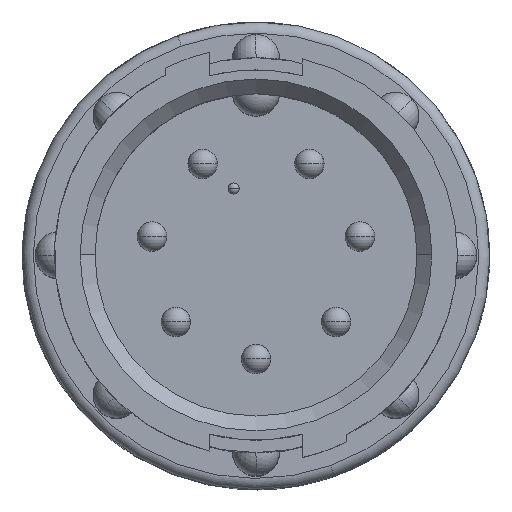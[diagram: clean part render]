
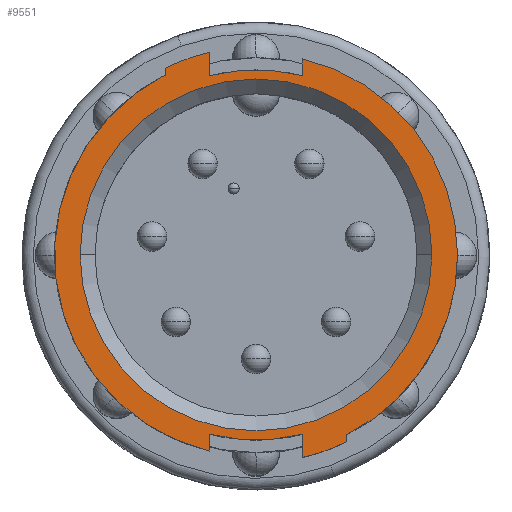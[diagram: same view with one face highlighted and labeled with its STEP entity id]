
A CAD part, top view. The second image highlights one B-rep face of the part: STEP entity #9551.
In plain terms, the highlighted planar face has unit normal (0, 0, 1).
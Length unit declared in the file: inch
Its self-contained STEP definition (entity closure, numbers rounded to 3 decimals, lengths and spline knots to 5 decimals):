
#14 = AXIS2_PLACEMENT_3D ( 'NONE', #3859, #3872, #3873 ) ;
#67 = EDGE_LOOP ( 'NONE', ( #9189, #9172 ) ) ;
#69 = EDGE_LOOP ( 'NONE', ( #9128, #9364, #9117, #9170, #9252, #9233, #9186, #8984, #9177, #9260, #9175, #9040, #9340 ) ) ;
#79 = CIRCLE ( 'NONE', #1019, 0.2715 ) ;
#91 = CIRCLE ( 'NONE', #4391, 0.237 ) ;
#156 = CIRCLE ( 'NONE', #4354, 0.2495 ) ;
#179 = CIRCLE ( 'NONE', #14, 0.28 ) ;
#182 = CIRCLE ( 'NONE', #4356, 0.28 ) ;
#188 = CIRCLE ( 'NONE', #4318, 0.2715 ) ;
#251 = EDGE_CURVE ( 'NONE', #1600, #1666, #156, .T. ) ;
#253 = EDGE_CURVE ( 'NONE', #9197, #1755, #188, .T. ) ;
#263 = EDGE_CURVE ( 'NONE', #1554, #1794, #182, .T. ) ;
#273 = EDGE_CURVE ( 'NONE', #1575, #9121, #3649, .T. ) ;
#275 = EDGE_CURVE ( 'NONE', #1744, #1668, #3655, .T. ) ;
#292 = EDGE_CURVE ( 'NONE', #1794, #9310, #3714, .T. ) ;
#318 = EDGE_CURVE ( 'NONE', #1668, #1630, #79, .T. ) ;
#336 = EDGE_CURVE ( 'NONE', #1575, #1744, #179, .T. ) ;
#366 = EDGE_CURVE ( 'NONE', #1666, #1630, #3983, .T. ) ;
#378 = EDGE_CURVE ( 'NONE', #1554, #1600, #4047, .T. ) ;
#434 = EDGE_CURVE ( 'NONE', #9093, #1755, #4779, .T. ) ;
#444 = EDGE_CURVE ( 'NONE', #9095, #9235, #91, .T. ) ;
#637 = EDGE_CURVE ( 'NONE', #9310, #9197, #7327, .T. ) ;
#826 = CIRCLE ( 'NONE', #8891, 0.237 ) ;
#865 = CIRCLE ( 'NONE', #8945, 0.2495 ) ;
#1019 = AXIS2_PLACEMENT_3D ( 'NONE', #3793, #3797, #3798 ) ;
#1149 = VECTOR ( 'NONE', #3985, 39.37008 ) ;
#1187 = VECTOR ( 'NONE', #4049, 39.37008 ) ;
#1554 = VERTEX_POINT ( 'NONE', #7212 ) ;
#1575 = VERTEX_POINT ( 'NONE', #7232 ) ;
#1600 = VERTEX_POINT ( 'NONE', #7254 ) ;
#1630 = VERTEX_POINT ( 'NONE', #7280 ) ;
#1666 = VERTEX_POINT ( 'NONE', #7313 ) ;
#1668 = VERTEX_POINT ( 'NONE', #7343 ) ;
#1744 = VERTEX_POINT ( 'NONE', #7410 ) ;
#1755 = VERTEX_POINT ( 'NONE', #7421 ) ;
#1794 = VERTEX_POINT ( 'NONE', #7456 ) ;
#3591 = CARTESIAN_POINT ( 'NONE',  ( 0., 0., 0. ) ) ;
#3592 = DIRECTION ( 'NONE',  ( 0., 0., -1. ) ) ;
#3593 = DIRECTION ( 'NONE',  ( 1., 0., 0. ) ) ;
#3597 = CARTESIAN_POINT ( 'NONE',  ( 0., 0., 0. ) ) ;
#3598 = DIRECTION ( 'NONE',  ( 0., 0., 1. ) ) ;
#3599 = DIRECTION ( 'NONE',  ( 1., 0., 0. ) ) ;
#3624 = CARTESIAN_POINT ( 'NONE',  ( 0., 0., 0. ) ) ;
#3625 = DIRECTION ( 'NONE',  ( 0., 0., 1. ) ) ;
#3626 = DIRECTION ( 'NONE',  ( 1., 0., 0. ) ) ;
#3649 = LINE ( 'NONE', #3650, #4325 ) ;
#3650 = CARTESIAN_POINT ( 'NONE',  ( -0.0625, 0.26421, 0. ) ) ;
#3651 = DIRECTION ( 'NONE',  ( 0., -1., 0. ) ) ;
#3655 = LINE ( 'NONE', #3656, #4329 ) ;
#3656 = CARTESIAN_POINT ( 'NONE',  ( -0.1225, 0.21736, 0. ) ) ;
#3657 = DIRECTION ( 'NONE',  ( 0., -1., 0. ) ) ;
#3714 = LINE ( 'NONE', #3715, #10889 ) ;
#3715 = CARTESIAN_POINT ( 'NONE',  ( 0.1225, -0.21736, 0. ) ) ;
#3716 = DIRECTION ( 'NONE',  ( 0., 1., 0. ) ) ;
#3793 = CARTESIAN_POINT ( 'NONE',  ( 0., 0., 0. ) ) ;
#3797 = DIRECTION ( 'NONE',  ( 0., 0., 1. ) ) ;
#3798 = DIRECTION ( 'NONE',  ( 1., 0., 0. ) ) ;
#3859 = CARTESIAN_POINT ( 'NONE',  ( 0., 0., 0. ) ) ;
#3872 = DIRECTION ( 'NONE',  ( 0., 0., 1. ) ) ;
#3873 = DIRECTION ( 'NONE',  ( 1., 0., 0. ) ) ;
#3983 = LINE ( 'NONE', #3984, #1149 ) ;
#3984 = CARTESIAN_POINT ( 'NONE',  ( -0.0625, -0.24155, 0. ) ) ;
#3985 = DIRECTION ( 'NONE',  ( 0., -1., 0. ) ) ;
#4047 = LINE ( 'NONE', #4048, #1187 ) ;
#4048 = CARTESIAN_POINT ( 'NONE',  ( 0.0625, -0.24155, 0. ) ) ;
#4049 = DIRECTION ( 'NONE',  ( 0., 1., 0. ) ) ;
#4318 = AXIS2_PLACEMENT_3D ( 'NONE', #3597, #3598, #3599 ) ;
#4325 = VECTOR ( 'NONE', #3651, 39.37008 ) ;
#4329 = VECTOR ( 'NONE', #3657, 39.37008 ) ;
#4354 = AXIS2_PLACEMENT_3D ( 'NONE', #3591, #3592, #3593 ) ;
#4356 = AXIS2_PLACEMENT_3D ( 'NONE', #3624, #3625, #3626 ) ;
#4383 = VECTOR ( 'NONE', #4781, 39.37008 ) ;
#4391 = AXIS2_PLACEMENT_3D ( 'NONE', #5070, #5071, #5072 ) ;
#4573 = AXIS2_PLACEMENT_3D ( 'NONE', #5894, #5895, #5896 ) ;
#4779 = LINE ( 'NONE', #4780, #4383 ) ;
#4780 = CARTESIAN_POINT ( 'NONE',  ( 0.0625, 0.26421, 0. ) ) ;
#4781 = DIRECTION ( 'NONE',  ( 0., 1., 0. ) ) ;
#5070 = CARTESIAN_POINT ( 'NONE',  ( 0., 0., 0. ) ) ;
#5071 = DIRECTION ( 'NONE',  ( 0., 0., 1. ) ) ;
#5072 = DIRECTION ( 'NONE',  ( 1., 0., 0. ) ) ;
#5894 = CARTESIAN_POINT ( 'NONE',  ( 0., 0., 0. ) ) ;
#5895 = DIRECTION ( 'NONE',  ( 0., 0., 1. ) ) ;
#5896 = DIRECTION ( 'NONE',  ( 1., 0., 0. ) ) ;
#7212 = CARTESIAN_POINT ( 'NONE',  ( 0.0625, -0.27294, 0. ) ) ;
#7232 = CARTESIAN_POINT ( 'NONE',  ( -0.0625, 0.27294, 0. ) ) ;
#7254 = CARTESIAN_POINT ( 'NONE',  ( 0.0625, -0.24155, 0. ) ) ;
#7280 = CARTESIAN_POINT ( 'NONE',  ( -0.0625, -0.26421, 0. ) ) ;
#7313 = CARTESIAN_POINT ( 'NONE',  ( -0.0625, -0.24155, 0. ) ) ;
#7327 = CIRCLE ( 'NONE', #4573, 0.2715 ) ;
#7343 = CARTESIAN_POINT ( 'NONE',  ( -0.1225, 0.24229, 0. ) ) ;
#7410 = CARTESIAN_POINT ( 'NONE',  ( -0.1225, 0.25178, 0. ) ) ;
#7421 = CARTESIAN_POINT ( 'NONE',  ( 0.0625, 0.26421, 0. ) ) ;
#7456 = CARTESIAN_POINT ( 'NONE',  ( 0.1225, -0.25178, 0. ) ) ;
#7533 = CARTESIAN_POINT ( 'NONE',  ( 0.0625, 0.24155, 0. ) ) ;
#7535 = CARTESIAN_POINT ( 'NONE',  ( 0.237, 0., 0. ) ) ;
#7540 = CARTESIAN_POINT ( 'NONE',  ( -0.0625, 0.24155, 0. ) ) ;
#7556 = CARTESIAN_POINT ( 'NONE',  ( 0.2715, 0., 0. ) ) ;
#7561 = CARTESIAN_POINT ( 'NONE',  ( -0.237, 0., 0. ) ) ;
#7574 = CARTESIAN_POINT ( 'NONE',  ( 0.1225, -0.24229, 0. ) ) ;
#8814 = FACE_BOUND ( 'NONE', #67, .T. ) ;
#8820 = FACE_OUTER_BOUND ( 'NONE', #69, .T. ) ;
#8822 = AXIS2_PLACEMENT_3D ( 'NONE', #13282, #13283, #13284 ) ;
#8891 = AXIS2_PLACEMENT_3D ( 'NONE', #14866, #14874, #14875 ) ;
#8945 = AXIS2_PLACEMENT_3D ( 'NONE', #15277, #15278, #15279 ) ;
#8984 = ORIENTED_EDGE ( 'NONE', *, *, #253, .T. ) ;
#9040 = ORIENTED_EDGE ( 'NONE', *, *, #336, .T. ) ;
#9093 = VERTEX_POINT ( 'NONE', #7533 ) ;
#9095 = VERTEX_POINT ( 'NONE', #7535 ) ;
#9117 = ORIENTED_EDGE ( 'NONE', *, *, #251, .F. ) ;
#9121 = VERTEX_POINT ( 'NONE', #7540 ) ;
#9128 = ORIENTED_EDGE ( 'NONE', *, *, #318, .T. ) ;
#9170 = ORIENTED_EDGE ( 'NONE', *, *, #378, .F. ) ;
#9172 = ORIENTED_EDGE ( 'NONE', *, *, #15887, .F. ) ;
#9175 = ORIENTED_EDGE ( 'NONE', *, *, #273, .F. ) ;
#9177 = ORIENTED_EDGE ( 'NONE', *, *, #434, .F. ) ;
#9186 = ORIENTED_EDGE ( 'NONE', *, *, #637, .T. ) ;
#9189 = ORIENTED_EDGE ( 'NONE', *, *, #444, .F. ) ;
#9197 = VERTEX_POINT ( 'NONE', #7556 ) ;
#9233 = ORIENTED_EDGE ( 'NONE', *, *, #292, .T. ) ;
#9235 = VERTEX_POINT ( 'NONE', #7561 ) ;
#9252 = ORIENTED_EDGE ( 'NONE', *, *, #263, .T. ) ;
#9260 = ORIENTED_EDGE ( 'NONE', *, *, #15958, .F. ) ;
#9310 = VERTEX_POINT ( 'NONE', #7574 ) ;
#9340 = ORIENTED_EDGE ( 'NONE', *, *, #275, .T. ) ;
#9364 = ORIENTED_EDGE ( 'NONE', *, *, #366, .F. ) ;
#9551 = ADVANCED_FACE ( 'NONE', ( #8820, #8814 ), #13281, .F. ) ;
#10889 = VECTOR ( 'NONE', #3716, 39.37008 ) ;
#13281 = PLANE ( 'NONE',  #8822 ) ;
#13282 = CARTESIAN_POINT ( 'NONE',  ( 0., 0.237, 0. ) ) ;
#13283 = DIRECTION ( 'NONE',  ( 0., 0., -1. ) ) ;
#13284 = DIRECTION ( 'NONE',  ( -1., 0., 0. ) ) ;
#14866 = CARTESIAN_POINT ( 'NONE',  ( 0., 0., 0. ) ) ;
#14874 = DIRECTION ( 'NONE',  ( 0., 0., 1. ) ) ;
#14875 = DIRECTION ( 'NONE',  ( 1., 0., 0. ) ) ;
#15277 = CARTESIAN_POINT ( 'NONE',  ( 0., 0., 0. ) ) ;
#15278 = DIRECTION ( 'NONE',  ( 0., 0., -1. ) ) ;
#15279 = DIRECTION ( 'NONE',  ( 1., 0., 0. ) ) ;
#15887 = EDGE_CURVE ( 'NONE', #9235, #9095, #826, .T. ) ;
#15958 = EDGE_CURVE ( 'NONE', #9121, #9093, #865, .T. ) ;
